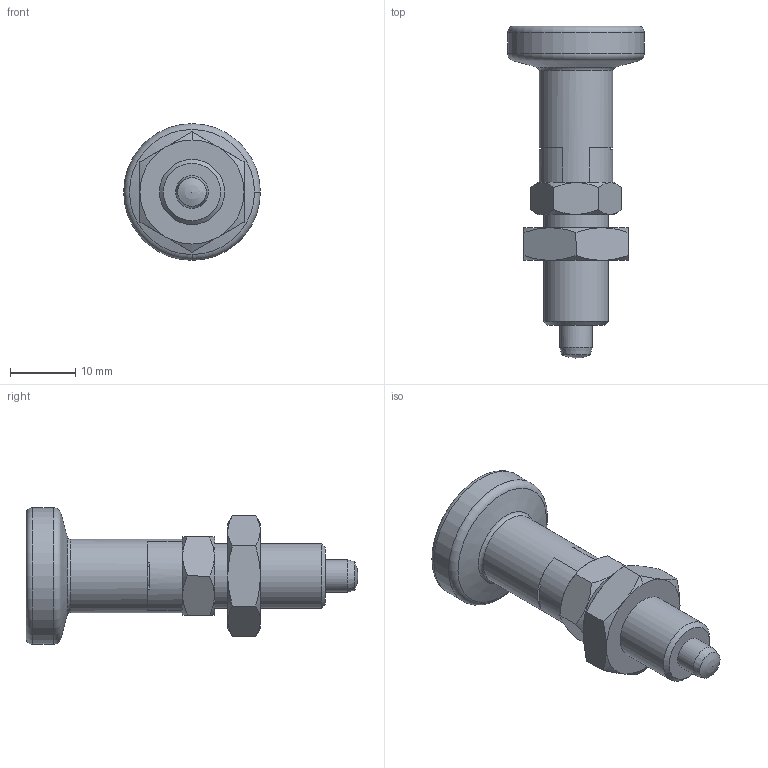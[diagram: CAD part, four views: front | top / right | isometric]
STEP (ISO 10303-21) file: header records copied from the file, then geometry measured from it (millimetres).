
FILE_DESCRIPTION(/* description */ ('Alibre Inc.'),/* implementation_level */ '2;1');
FILE_NAME(/* name */ 'export-0E89E3A2-2748-4A58-8043-9B4B39113EA0',/* time_stamp */ '2022-11-24T14:52:29+01:00',/* author */ (''),/* organization */ (''),/* preprocessor_version */ 'ST-DEVELOPER v17',/* originating_system */ 'Alibre',/* authorisation */ '');
FILE_SCHEMA (('AUTOMOTIVE_DESIGN'));
Length unit declared in the file: millimetre
Products named in the file (4): Stainless Steel Indexing plunger GN 617.1-5-AK-NI-3; Stainless Steel Indexing plunger GN 617.1-5-AK-NI-1; Stainless Steel-Indexing plunger GN 617.1-5-AK-NI-2; 825-501
Bounding box: 21 x 51 x 21 mm (x, y, z)
Volume: 6429 mm3; surface area: 4225.4 mm2
Topology: 3 solids, 3 shells, 78 faces, 201 edges, 129 vertices
Faces by surface type: plane 40, cone 21, cylinder 9, torus 6, sphere 2
Full cylindrical faces by diameter (mm): 5 x2, 8.917 x1, 10 x1, 11.3 x1, 21 x1
Entity records: 2512 total; most frequent: CARTESIAN_POINT 538, ORIENTED_EDGE 398, DIRECTION 356, EDGE_CURVE 199, AXIS2_PLACEMENT_3D 161, VERTEX_POINT 129, EDGE_LOOP 84, FACE_BOUND 84
